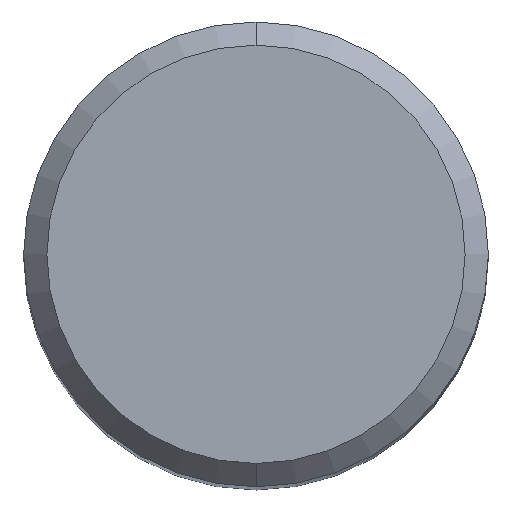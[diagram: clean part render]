
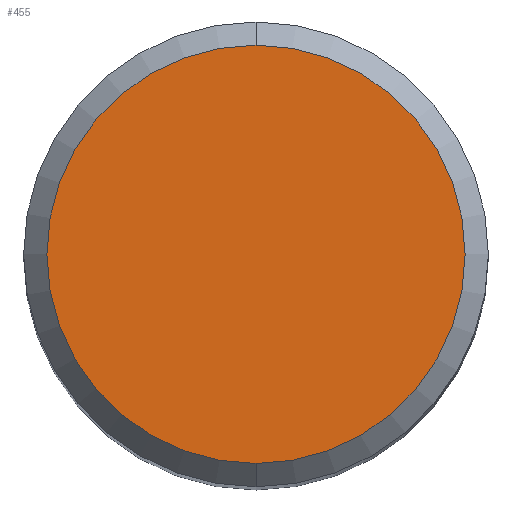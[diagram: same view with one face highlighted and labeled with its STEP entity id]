
A CAD part, top view. The second image highlights one B-rep face of the part: STEP entity #455.
In plain terms, the highlighted planar face has unit normal (0, 0, 1).
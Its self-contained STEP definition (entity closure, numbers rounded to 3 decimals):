
#189=VERTEX_POINT('',#497);
#191=EDGE_CURVE('',#457,#189,#499,.T.);
#401=EDGE_CURVE('',#189,#457,#731,.T.);
#455=ADVANCED_FACE('',(#790),#791,.T.);
#457=VERTEX_POINT('',#793);
#497=CARTESIAN_POINT('',(0.0,7.2,0.0));
#499=CIRCLE('',#860,7.2);
#731=CIRCLE('',#1359,7.2);
#790=FACE_OUTER_BOUND('',#1497,.T.);
#791=PLANE('',#1498);
#793=CARTESIAN_POINT('',(0.,-7.2,0.0));
#860=AXIS2_PLACEMENT_3D('',#1519,#1520,#1521);
#1359=AXIS2_PLACEMENT_3D('',#1785,#1786,#1787);
#1497=EDGE_LOOP('',(#1855,#1856));
#1498=AXIS2_PLACEMENT_3D('',#1857,#1858,#1859);
#1519=CARTESIAN_POINT('',(0.0,0.0,0.0));
#1520=DIRECTION('',(0.0,0.0,-1.0));
#1521=DIRECTION('',(0.0,1.0,0.0));
#1785=CARTESIAN_POINT('',(0.0,0.0,0.0));
#1786=DIRECTION('',(0.0,0.0,-1.0));
#1787=DIRECTION('',(0.0,1.0,0.0));
#1855=ORIENTED_EDGE('',*,*,#401,.F.);
#1856=ORIENTED_EDGE('',*,*,#191,.F.);
#1857=CARTESIAN_POINT('',(0.0,3.6,0.0));
#1858=DIRECTION('',(-0.0,0.0,1.0));
#1859=DIRECTION('',(0.0,-1.0,0.0));
